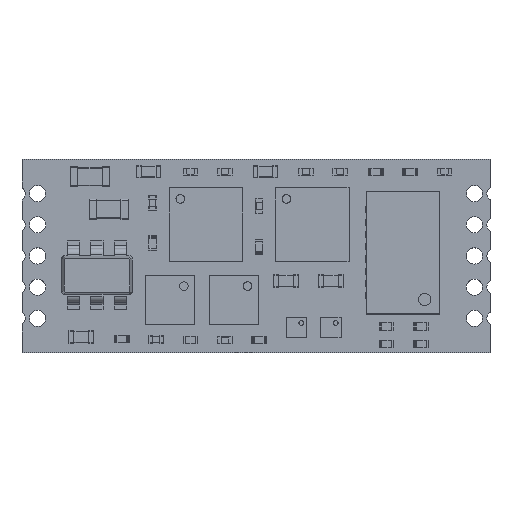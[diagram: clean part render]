
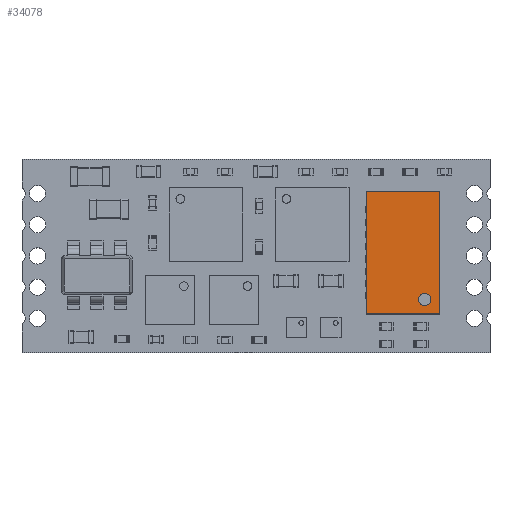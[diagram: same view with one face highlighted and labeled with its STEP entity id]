
A CAD part, top view. The second image highlights one B-rep face of the part: STEP entity #34078.
In plain terms, the highlighted planar face has unit normal (0, 0, 1).
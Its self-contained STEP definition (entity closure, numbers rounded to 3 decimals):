
#26829 = PLANE('',#26830);
#26830 = AXIS2_PLACEMENT_3D('',#26831,#26832,#26833);
#26831 = CARTESIAN_POINT('',(1.49,2.49,0.02));
#26832 = DIRECTION('',(1.,0.,0.));
#26833 = DIRECTION('',(0.,0.,1.));
#27110 = PLANE('',#27111);
#27111 = AXIS2_PLACEMENT_3D('',#27112,#27113,#27114);
#27112 = CARTESIAN_POINT('',(-1.49,2.49,0.02));
#27113 = DIRECTION('',(0.,-1.,0.));
#27114 = DIRECTION('',(0.,0.,1.));
#27138 = PLANE('',#27139);
#27139 = AXIS2_PLACEMENT_3D('',#27140,#27141,#27142);
#27140 = CARTESIAN_POINT('',(-1.49,2.49,0.02));
#27141 = DIRECTION('',(1.,0.,0.));
#27142 = DIRECTION('',(0.,0.,1.));
#28062 = PLANE('',#28063);
#28063 = AXIS2_PLACEMENT_3D('',#28064,#28065,#28066);
#28064 = CARTESIAN_POINT('',(-1.49,-2.49,0.02));
#28065 = DIRECTION('',(0.,-1.,0.));
#28066 = DIRECTION('',(0.,0.,1.));
#29027 = VERTEX_POINT('',#29028);
#29028 = CARTESIAN_POINT('',(1.49,2.49,0.77));
#29049 = EDGE_CURVE('',#29027,#29050,#29052,.T.);
#29050 = VERTEX_POINT('',#29051);
#29051 = CARTESIAN_POINT('',(1.49,-2.49,0.77));
#29052 = SURFACE_CURVE('',#29053,(#29057,#29064),.PCURVE_S1.);
#29053 = LINE('',#29054,#29055);
#29054 = CARTESIAN_POINT('',(1.49,2.49,0.77));
#29055 = VECTOR('',#29056,1.);
#29056 = DIRECTION('',(0.,-1.,0.));
#29057 = PCURVE('',#26829,#29058);
#29058 = DEFINITIONAL_REPRESENTATION('',(#29059),#29063);
#29059 = LINE('',#29060,#29061);
#29060 = CARTESIAN_POINT('',(0.75,0.));
#29061 = VECTOR('',#29062,1.);
#29062 = DIRECTION('',(0.,1.));
#29063 = ( GEOMETRIC_REPRESENTATION_CONTEXT(2) 
PARAMETRIC_REPRESENTATION_CONTEXT() REPRESENTATION_CONTEXT('2D SPACE',''
  ) );
#29064 = PCURVE('',#29065,#29070);
#29065 = PLANE('',#29066);
#29066 = AXIS2_PLACEMENT_3D('',#29067,#29068,#29069);
#29067 = CARTESIAN_POINT('',(-1.49,2.49,0.77));
#29068 = DIRECTION('',(0.,0.,1.));
#29069 = DIRECTION('',(0.,-1.,0.));
#29070 = DEFINITIONAL_REPRESENTATION('',(#29071),#29075);
#29071 = LINE('',#29072,#29073);
#29072 = CARTESIAN_POINT('',(0.,2.98));
#29073 = VECTOR('',#29074,1.);
#29074 = DIRECTION('',(1.,0.));
#29075 = ( GEOMETRIC_REPRESENTATION_CONTEXT(2) 
PARAMETRIC_REPRESENTATION_CONTEXT() REPRESENTATION_CONTEXT('2D SPACE',''
  ) );
#29644 = VERTEX_POINT('',#29645);
#29645 = CARTESIAN_POINT('',(-1.49,2.49,0.77));
#29668 = EDGE_CURVE('',#29644,#29027,#29669,.T.);
#29669 = SURFACE_CURVE('',#29670,(#29674,#29681),.PCURVE_S1.);
#29670 = LINE('',#29671,#29672);
#29671 = CARTESIAN_POINT('',(-1.49,2.49,0.77));
#29672 = VECTOR('',#29673,1.);
#29673 = DIRECTION('',(1.,0.,0.));
#29674 = PCURVE('',#27110,#29675);
#29675 = DEFINITIONAL_REPRESENTATION('',(#29676),#29680);
#29676 = LINE('',#29677,#29678);
#29677 = CARTESIAN_POINT('',(0.75,0.));
#29678 = VECTOR('',#29679,1.);
#29679 = DIRECTION('',(0.,-1.));
#29680 = ( GEOMETRIC_REPRESENTATION_CONTEXT(2) 
PARAMETRIC_REPRESENTATION_CONTEXT() REPRESENTATION_CONTEXT('2D SPACE',''
  ) );
#29681 = PCURVE('',#29065,#29682);
#29682 = DEFINITIONAL_REPRESENTATION('',(#29683),#29687);
#29683 = LINE('',#29684,#29685);
#29684 = CARTESIAN_POINT('',(0.,0.));
#29685 = VECTOR('',#29686,1.);
#29686 = DIRECTION('',(0.,1.));
#29687 = ( GEOMETRIC_REPRESENTATION_CONTEXT(2) 
PARAMETRIC_REPRESENTATION_CONTEXT() REPRESENTATION_CONTEXT('2D SPACE',''
  ) );
#29799 = EDGE_CURVE('',#29644,#29800,#29802,.T.);
#29800 = VERTEX_POINT('',#29801);
#29801 = CARTESIAN_POINT('',(-1.49,-2.49,0.77));
#29802 = SURFACE_CURVE('',#29803,(#29807,#29814),.PCURVE_S1.);
#29803 = LINE('',#29804,#29805);
#29804 = CARTESIAN_POINT('',(-1.49,2.49,0.77));
#29805 = VECTOR('',#29806,1.);
#29806 = DIRECTION('',(0.,-1.,0.));
#29807 = PCURVE('',#27138,#29808);
#29808 = DEFINITIONAL_REPRESENTATION('',(#29809),#29813);
#29809 = LINE('',#29810,#29811);
#29810 = CARTESIAN_POINT('',(0.75,0.));
#29811 = VECTOR('',#29812,1.);
#29812 = DIRECTION('',(0.,1.));
#29813 = ( GEOMETRIC_REPRESENTATION_CONTEXT(2) 
PARAMETRIC_REPRESENTATION_CONTEXT() REPRESENTATION_CONTEXT('2D SPACE',''
  ) );
#29814 = PCURVE('',#29065,#29815);
#29815 = DEFINITIONAL_REPRESENTATION('',(#29816),#29820);
#29816 = LINE('',#29817,#29818);
#29817 = CARTESIAN_POINT('',(0.,0.));
#29818 = VECTOR('',#29819,1.);
#29819 = DIRECTION('',(1.,0.));
#29820 = ( GEOMETRIC_REPRESENTATION_CONTEXT(2) 
PARAMETRIC_REPRESENTATION_CONTEXT() REPRESENTATION_CONTEXT('2D SPACE',''
  ) );
#33808 = EDGE_CURVE('',#29800,#29050,#33809,.T.);
#33809 = SURFACE_CURVE('',#33810,(#33814,#33821),.PCURVE_S1.);
#33810 = LINE('',#33811,#33812);
#33811 = CARTESIAN_POINT('',(-1.49,-2.49,0.77));
#33812 = VECTOR('',#33813,1.);
#33813 = DIRECTION('',(1.,0.,0.));
#33814 = PCURVE('',#28062,#33815);
#33815 = DEFINITIONAL_REPRESENTATION('',(#33816),#33820);
#33816 = LINE('',#33817,#33818);
#33817 = CARTESIAN_POINT('',(0.75,0.));
#33818 = VECTOR('',#33819,1.);
#33819 = DIRECTION('',(0.,-1.));
#33820 = ( GEOMETRIC_REPRESENTATION_CONTEXT(2) 
PARAMETRIC_REPRESENTATION_CONTEXT() REPRESENTATION_CONTEXT('2D SPACE',''
  ) );
#33821 = PCURVE('',#29065,#33822);
#33822 = DEFINITIONAL_REPRESENTATION('',(#33823),#33827);
#33823 = LINE('',#33824,#33825);
#33824 = CARTESIAN_POINT('',(4.98,0.));
#33825 = VECTOR('',#33826,1.);
#33826 = DIRECTION('',(0.,1.));
#33827 = ( GEOMETRIC_REPRESENTATION_CONTEXT(2) 
PARAMETRIC_REPRESENTATION_CONTEXT() REPRESENTATION_CONTEXT('2D SPACE',''
  ) );
#34078 = ADVANCED_FACE('',(#34079,#34085),#29065,.T.);
#34079 = FACE_BOUND('',#34080,.T.);
#34080 = EDGE_LOOP('',(#34081,#34082,#34083,#34084));
#34081 = ORIENTED_EDGE('',*,*,#29668,.F.);
#34082 = ORIENTED_EDGE('',*,*,#29799,.T.);
#34083 = ORIENTED_EDGE('',*,*,#33808,.T.);
#34084 = ORIENTED_EDGE('',*,*,#29049,.F.);
#34085 = FACE_BOUND('',#34086,.T.);
#34086 = EDGE_LOOP('',(#34087));
#34087 = ORIENTED_EDGE('',*,*,#34088,.T.);
#34088 = EDGE_CURVE('',#34089,#34089,#34091,.T.);
#34089 = VERTEX_POINT('',#34090);
#34090 = CARTESIAN_POINT('',(-0.9,1.65,0.77));
#34091 = SURFACE_CURVE('',#34092,(#34097,#34108),.PCURVE_S1.);
#34092 = CIRCLE('',#34093,0.25);
#34093 = AXIS2_PLACEMENT_3D('',#34094,#34095,#34096);
#34094 = CARTESIAN_POINT('',(-0.9,1.9,0.77));
#34095 = DIRECTION('',(-0.,0.,-1.));
#34096 = DIRECTION('',(0.,-1.,0.));
#34097 = PCURVE('',#29065,#34098);
#34098 = DEFINITIONAL_REPRESENTATION('',(#34099),#34107);
#34099 = ( BOUNDED_CURVE() B_SPLINE_CURVE(2,(#34100,#34101,#34102,#34103
    ,#34104,#34105,#34106),.UNSPECIFIED.,.T.,.F.) 
B_SPLINE_CURVE_WITH_KNOTS((1,2,2,2,2,1),(-2.094,0.,
    2.094,4.189,6.283,8.378),
.UNSPECIFIED.) CURVE() GEOMETRIC_REPRESENTATION_ITEM() 
RATIONAL_B_SPLINE_CURVE((1.,0.5,1.,0.5,1.,0.5,1.)) REPRESENTATION_ITEM(
  '') );
#34100 = CARTESIAN_POINT('',(0.84,0.59));
#34101 = CARTESIAN_POINT('',(0.84,0.157));
#34102 = CARTESIAN_POINT('',(0.465,0.373));
#34103 = CARTESIAN_POINT('',(0.09,0.59));
#34104 = CARTESIAN_POINT('',(0.465,0.807));
#34105 = CARTESIAN_POINT('',(0.84,1.023));
#34106 = CARTESIAN_POINT('',(0.84,0.59));
#34107 = ( GEOMETRIC_REPRESENTATION_CONTEXT(2) 
PARAMETRIC_REPRESENTATION_CONTEXT() REPRESENTATION_CONTEXT('2D SPACE',''
  ) );
#34108 = PCURVE('',#34109,#34114);
#34109 = CYLINDRICAL_SURFACE('',#34110,0.25);
#34110 = AXIS2_PLACEMENT_3D('',#34111,#34112,#34113);
#34111 = CARTESIAN_POINT('',(-0.9,1.9,0.78));
#34112 = DIRECTION('',(0.,0.,-1.));
#34113 = DIRECTION('',(0.,-1.,-0.));
#34114 = DEFINITIONAL_REPRESENTATION('',(#34115),#34119);
#34115 = LINE('',#34116,#34117);
#34116 = CARTESIAN_POINT('',(0.,0.01));
#34117 = VECTOR('',#34118,1.);
#34118 = DIRECTION('',(1.,0.));
#34119 = ( GEOMETRIC_REPRESENTATION_CONTEXT(2) 
PARAMETRIC_REPRESENTATION_CONTEXT() REPRESENTATION_CONTEXT('2D SPACE',''
  ) );
